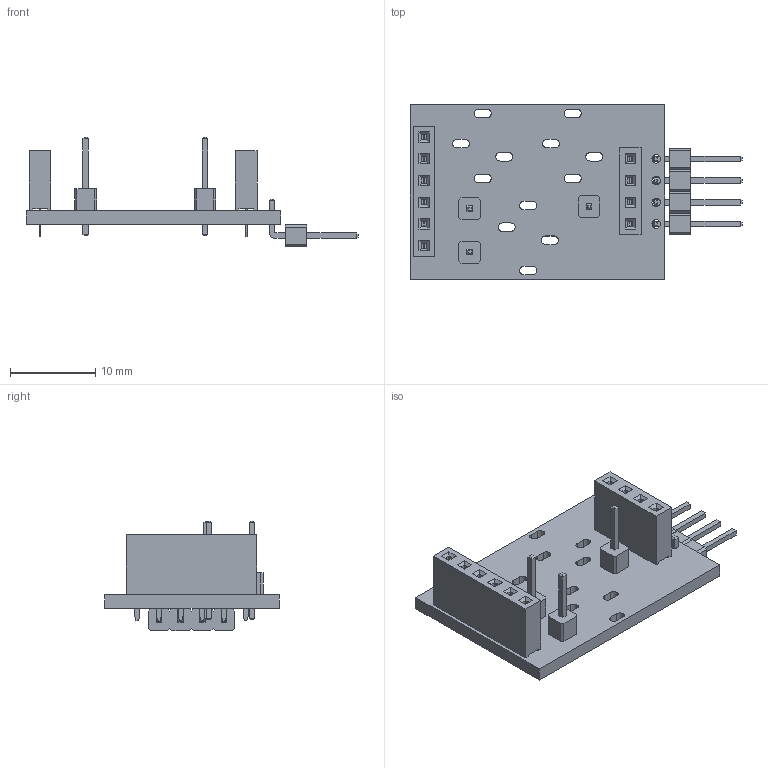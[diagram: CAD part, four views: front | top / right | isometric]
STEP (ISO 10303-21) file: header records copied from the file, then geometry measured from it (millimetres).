
FILE_DESCRIPTION(('KiCad electronic assembly'),'2;1');
FILE_NAME('jacks.step','2019-02-15T15:12:59',('An Author'),('A Company') ,'Open CASCADE STEP processor 6.9','KiCad to STEP converter','Unknown' );
FILE_SCHEMA(('AUTOMOTIVE_DESIGN { 1 0 10303 214 1 1 1 1 }'));
Length unit declared in the file: millimetre
Products named in the file (10): Open CASCADE STEP translator 6.9 1; PinSocket_1x06_P2.54mm_Vertical; SOLID; PinHeader_1x01_P2.54mm_Vertical; PinSocket_1x04_P2.54mm_Vertical; PinHeader_1x04_P2.54mm_Horizontal; COMPOUND
Assembly tree (11 placements, depth 3):
  Open CASCADE STEP translator 6.9 1
    PinSocket_1x06_P2.54mm_Vertical
      SOLID
    PinHeader_1x01_P2.54mm_Vertical  x3
      SOLID
    PinSocket_1x04_P2.54mm_Vertical
      SOLID
    PinHeader_1x04_P2.54mm_Horizontal
      SOLID
    COMPOUND
Bounding box: 38.87 x 20.45 x 12.78 mm (x, y, z)
Volume: 1487.6 mm3; surface area: 2678.6 mm2
Topology: 7 solids, 7 shells, 597 faces, 1521 edges, 982 vertices
Faces by surface type: plane 552, cylinder 45
Full cylindrical faces by diameter (mm): 1 x17
Entity records: 38043 total; most frequent: CARTESIAN_POINT 6126, DIRECTION 5293, LINE 3999, VECTOR 3999, ORIENTED_EDGE 2786, PCURVE 2786, DEFINITIONAL_REPRESENTATION 2786, EDGE_CURVE 1393
